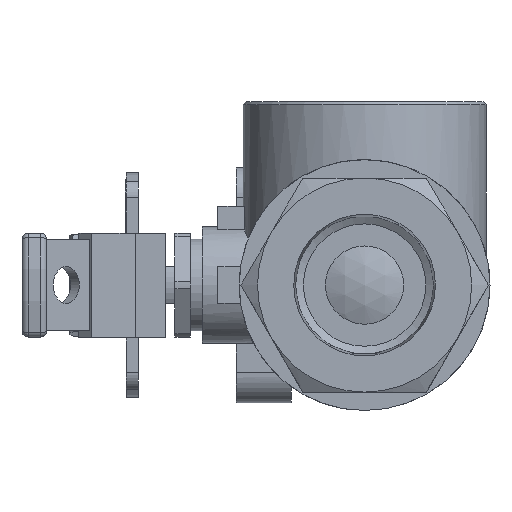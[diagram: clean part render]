
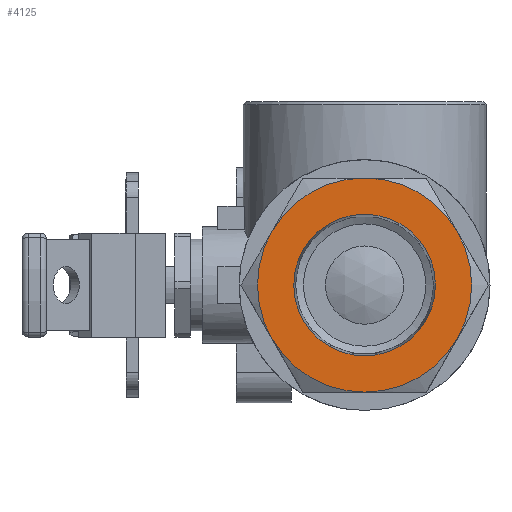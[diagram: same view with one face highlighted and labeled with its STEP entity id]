
A CAD part, left-side view. The second image highlights one B-rep face of the part: STEP entity #4125.
In plain terms, the highlighted planar face has unit normal (-1, 0, 0).
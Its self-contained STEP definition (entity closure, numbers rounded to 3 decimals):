
#177=PLANE('',#4426);
#346=CIRCLE('',#4427,11.581);
#347=CIRCLE('',#4428,17.5);
#348=CIRCLE('',#4429,17.5);
#349=CIRCLE('',#4430,17.5);
#350=CIRCLE('',#4431,17.5);
#351=CIRCLE('',#4432,17.5);
#352=CIRCLE('',#4433,17.5);
#589=ORIENTED_EDGE('',*,*,#1779,.T.);
#590=ORIENTED_EDGE('',*,*,#1780,.F.);
#591=ORIENTED_EDGE('',*,*,#1781,.F.);
#592=ORIENTED_EDGE('',*,*,#1782,.F.);
#593=ORIENTED_EDGE('',*,*,#1783,.F.);
#594=ORIENTED_EDGE('',*,*,#1784,.F.);
#595=ORIENTED_EDGE('',*,*,#1785,.F.);
#1779=EDGE_CURVE('',#2369,#2369,#346,.T.);
#1780=EDGE_CURVE('',#2370,#2371,#347,.T.);
#1781=EDGE_CURVE('',#2372,#2370,#348,.T.);
#1782=EDGE_CURVE('',#2373,#2372,#349,.T.);
#1783=EDGE_CURVE('',#2374,#2373,#350,.T.);
#1784=EDGE_CURVE('',#2375,#2374,#351,.T.);
#1785=EDGE_CURVE('',#2371,#2375,#352,.T.);
#2369=VERTEX_POINT('',#6193);
#2370=VERTEX_POINT('',#6195);
#2371=VERTEX_POINT('',#6196);
#2372=VERTEX_POINT('',#6198);
#2373=VERTEX_POINT('',#6200);
#2374=VERTEX_POINT('',#6202);
#2375=VERTEX_POINT('',#6204);
#3446=EDGE_LOOP('',(#589));
#3447=EDGE_LOOP('',(#590,#591,#592,#593,#594,#595));
#3759=FACE_BOUND('',#3446,.T.);
#3760=FACE_BOUND('',#3447,.T.);
#4125=ADVANCED_FACE('',(#3759,#3760),#177,.T.);
#4426=AXIS2_PLACEMENT_3D('',#6191,#4940,#4941);
#4427=AXIS2_PLACEMENT_3D('',#6192,#4942,#4943);
#4428=AXIS2_PLACEMENT_3D('',#6194,#4944,#4945);
#4429=AXIS2_PLACEMENT_3D('',#6197,#4946,#4947);
#4430=AXIS2_PLACEMENT_3D('',#6199,#4948,#4949);
#4431=AXIS2_PLACEMENT_3D('',#6201,#4950,#4951);
#4432=AXIS2_PLACEMENT_3D('',#6203,#4952,#4953);
#4433=AXIS2_PLACEMENT_3D('',#6205,#4954,#4955);
#4940=DIRECTION('',(-1.,0.,0.));
#4941=DIRECTION('',(0.,0.,1.));
#4942=DIRECTION('',(1.,0.,0.));
#4943=DIRECTION('',(0.,-1.,0.));
#4944=DIRECTION('',(1.,0.,0.));
#4945=DIRECTION('',(0.,1.,0.));
#4946=DIRECTION('',(1.,0.,0.));
#4947=DIRECTION('',(0.,1.,0.));
#4948=DIRECTION('',(1.,0.,0.));
#4949=DIRECTION('',(0.,1.,0.));
#4950=DIRECTION('',(1.,0.,0.));
#4951=DIRECTION('',(0.,1.,0.));
#4952=DIRECTION('',(1.,0.,0.));
#4953=DIRECTION('',(0.,1.,0.));
#4954=DIRECTION('',(1.,0.,0.));
#4955=DIRECTION('',(0.,0.,-1.));
#6191=CARTESIAN_POINT('',(-30.,6.4,0.));
#6192=CARTESIAN_POINT('',(-30.,0.,0.));
#6193=CARTESIAN_POINT('',(-30.,-11.581,0.));
#6194=CARTESIAN_POINT('',(-30.,0.,0.));
#6195=CARTESIAN_POINT('',(-30.,15.155,8.75));
#6196=CARTESIAN_POINT('',(-30.,0.,17.5));
#6197=CARTESIAN_POINT('',(-30.,0.,0.));
#6198=CARTESIAN_POINT('',(-30.,15.155,-8.75));
#6199=CARTESIAN_POINT('',(-30.,0.,0.));
#6200=CARTESIAN_POINT('',(-30.,0.,-17.5));
#6201=CARTESIAN_POINT('',(-30.,0.,0.));
#6202=CARTESIAN_POINT('',(-30.,-15.155,-8.75));
#6203=CARTESIAN_POINT('',(-30.,0.,0.));
#6204=CARTESIAN_POINT('',(-30.,-15.155,8.75));
#6205=CARTESIAN_POINT('',(-30.,0.,0.));
